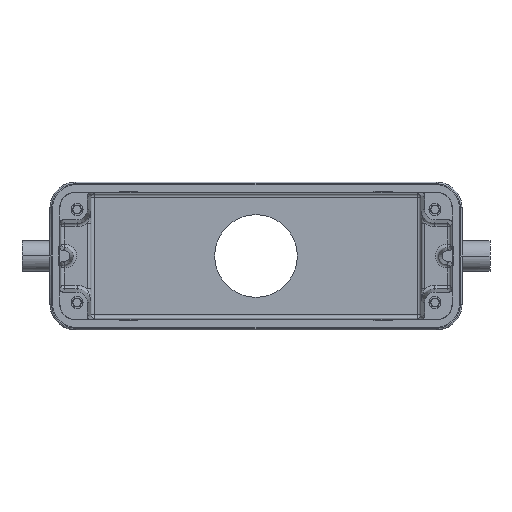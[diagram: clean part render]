
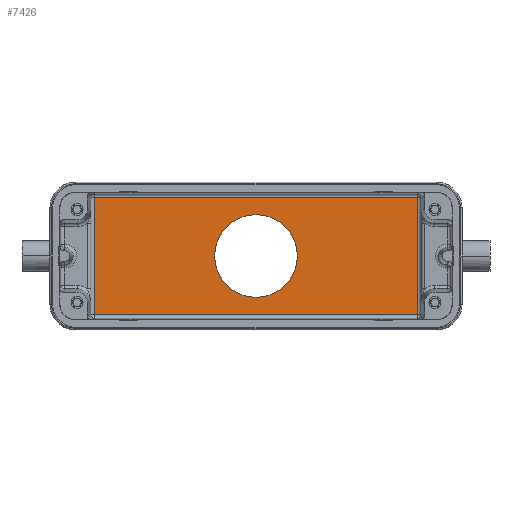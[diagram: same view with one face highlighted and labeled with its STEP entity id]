
A CAD part, front view. The second image highlights one B-rep face of the part: STEP entity #7426.
In plain terms, the highlighted planar face has unit normal (0, -1, 0).
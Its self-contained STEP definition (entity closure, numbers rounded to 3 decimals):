
#477=CARTESIAN_POINT('',(0.,52.,0.));
#478=DIRECTION('',(0.,1.,0.));
#479=DIRECTION('',(-1.,0.,0.));
#480=AXIS2_PLACEMENT_3D('',#477,#478,#479);
#482=CARTESIAN_POINT('',(0.,52.,0.));
#483=DIRECTION('',(0.,1.,0.));
#484=DIRECTION('',(1.,0.,0.));
#485=AXIS2_PLACEMENT_3D('',#482,#483,#484);
#487=DIRECTION('',(0.,0.,-1.));
#488=VECTOR('',#487,34.27);
#489=CARTESIAN_POINT('',(-47.,52.,17.135));
#490=LINE('',#489,#488);
#3749=DIRECTION('',(1.,0.,0.));
#3750=VECTOR('',#3749,94.);
#3751=CARTESIAN_POINT('',(-47.,52.,-17.135));
#3752=LINE('',#3751,#3750);
#3776=DIRECTION('',(0.,0.,1.));
#3777=VECTOR('',#3776,34.27);
#3778=CARTESIAN_POINT('',(47.,52.,-17.135));
#3779=LINE('',#3778,#3777);
#3799=DIRECTION('',(-1.,0.,0.));
#3800=VECTOR('',#3799,94.);
#3801=CARTESIAN_POINT('',(47.,52.,17.135));
#3802=LINE('',#3801,#3800);
#5465=CARTESIAN_POINT('',(-47.,52.,17.135));
#5466=CARTESIAN_POINT('',(-47.,52.,-17.135));
#5467=VERTEX_POINT('',#5465);
#5468=VERTEX_POINT('',#5466);
#5469=CARTESIAN_POINT('',(47.,52.,17.135));
#5470=VERTEX_POINT('',#5469);
#5471=CARTESIAN_POINT('',(47.,52.,-17.135));
#5472=VERTEX_POINT('',#5471);
#6642=CARTESIAN_POINT('',(-12.,52.,0.));
#6643=CARTESIAN_POINT('',(12.,52.,0.));
#6644=VERTEX_POINT('',#6642);
#6645=VERTEX_POINT('',#6643);
#7407=CARTESIAN_POINT('',(57.,52.,-18.5));
#7408=DIRECTION('',(0.,1.,0.));
#7409=DIRECTION('',(1.,0.,0.));
#7410=AXIS2_PLACEMENT_3D('',#7407,#7408,#7409);
#7411=PLANE('',#7410);
#7413=ORIENTED_EDGE('',*,*,#7412,.F.);
#7415=ORIENTED_EDGE('',*,*,#7414,.F.);
#7417=ORIENTED_EDGE('',*,*,#7416,.F.);
#7419=ORIENTED_EDGE('',*,*,#7418,.F.);
#7420=EDGE_LOOP('',(#7413,#7415,#7417,#7419));
#7421=FACE_OUTER_BOUND('',#7420,.F.);
#7422=ORIENTED_EDGE('',*,*,#7387,.F.);
#7423=ORIENTED_EDGE('',*,*,#7401,.F.);
#7424=EDGE_LOOP('',(#7422,#7423));
#7425=FACE_BOUND('',#7424,.F.);
#7426=ADVANCED_FACE('',(#7421,#7425),#7411,.F.);
#481=CIRCLE('',#480,12.);
#486=CIRCLE('',#485,12.);
#7387=EDGE_CURVE('',#6644,#6645,#481,.T.);
#7401=EDGE_CURVE('',#6645,#6644,#486,.T.);
#7412=EDGE_CURVE('',#5467,#5468,#490,.T.);
#7414=EDGE_CURVE('',#5470,#5467,#3802,.T.);
#7416=EDGE_CURVE('',#5472,#5470,#3779,.T.);
#7418=EDGE_CURVE('',#5468,#5472,#3752,.T.);
